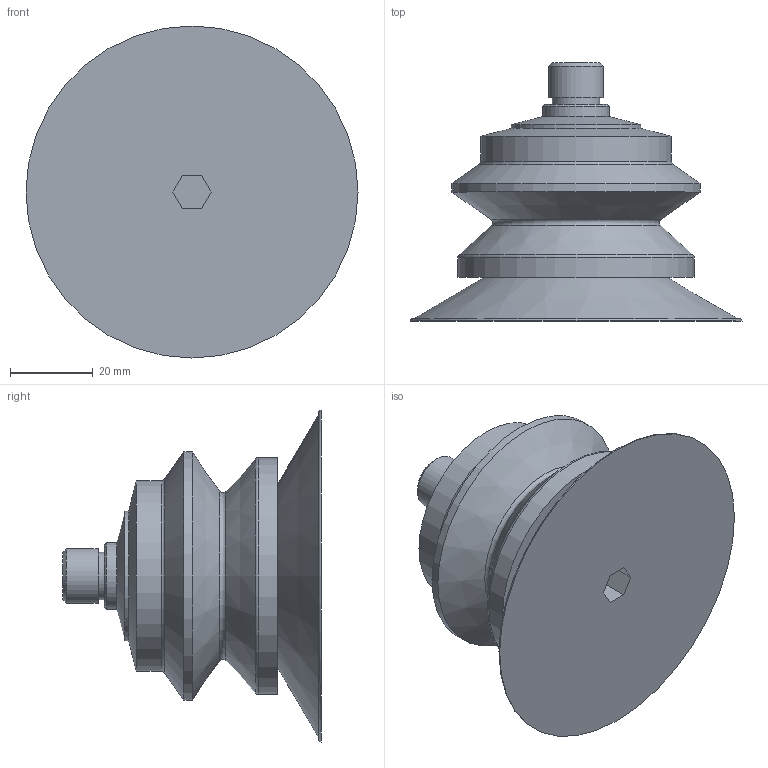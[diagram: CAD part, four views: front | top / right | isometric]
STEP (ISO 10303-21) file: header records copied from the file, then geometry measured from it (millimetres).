
FILE_DESCRIPTION(/* description */ (''),/* implementation_level */ '2;1');
FILE_NAME(/* name */ 'vmdl80cn+vmdf2+rac37r1-4m.stp',/* time_stamp */ '2020-03-27T12:14:29+01:00',/* author */ ('nebuc'),/* organization */ (''),/* preprocessor_version */ 'ST-DEVELOPER v17',/* originating_system */ 'Autodesk Inventor 2019',/* authorisation */ '');
FILE_SCHEMA (('AUTOMOTIVE_DESIGN { 1 0 10303 214 3 1 1 }'));
Length unit declared in the file: millimetre
Products named in the file (1): vmdl80+vmdf2+rac37r1-4m
Bounding box: 80 x 62.27 x 80 mm (x, y, z)
Volume: 107488.1 mm3; surface area: 20268 mm2
Topology: 1 solids, 1 shells, 35 faces, 98 edges, 71 vertices
Faces by surface type: plane 14, cone 9, cylinder 8, torus 4
Full cylindrical faces by diameter (mm): 6.5 x1, 11.445 x1, 13.157 x1, 16 x1, 31.2 x1, 46 x1, 57 x1, 60 x1
Entity records: 1293 total; most frequent: DIRECTION 233, CARTESIAN_POINT 205, ORIENTED_EDGE 196, AXIS2_PLACEMENT_3D 99, EDGE_CURVE 98, VERTEX_POINT 71, CIRCLE 63, EDGE_LOOP 41
